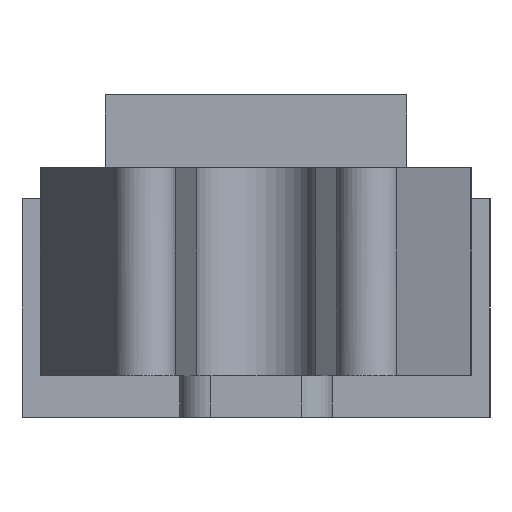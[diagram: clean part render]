
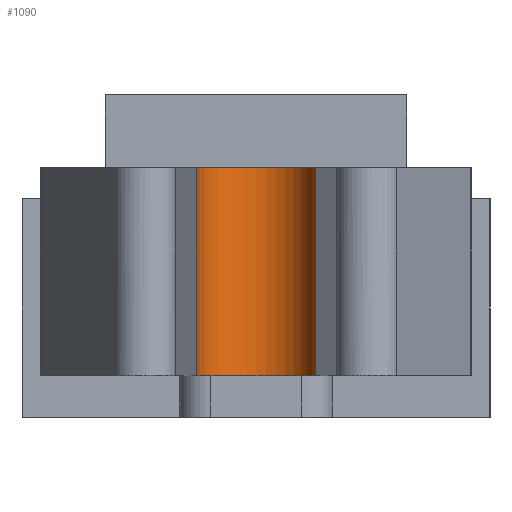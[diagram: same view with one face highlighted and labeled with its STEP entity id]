
A CAD part, left-side view. The second image highlights one B-rep face of the part: STEP entity #1090.
In plain terms, the highlighted cylindrical face has radius 0.575 mm (diameter 1.15 mm), a partial arc.
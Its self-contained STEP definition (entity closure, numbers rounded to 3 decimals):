
#112=CARTESIAN_POINT('',(-11.45,0.,0.4));
#113=DIRECTION('',(0.,0.,1.));
#114=DIRECTION('',(0.037,-0.999,0.));
#115=AXIS2_PLACEMENT_3D('',#112,#113,#114);
#353=CARTESIAN_POINT('',(-11.45,0.,2.4));
#354=DIRECTION('',(0.,0.,-1.));
#355=DIRECTION('',(0.037,0.999,0.));
#356=AXIS2_PLACEMENT_3D('',#353,#354,#355);
#415=DIRECTION('',(0.,0.,-1.));
#416=VECTOR('',#415,2.);
#417=CARTESIAN_POINT('',(-11.429,0.575,2.4));
#418=LINE('',#417,#416);
#419=DIRECTION('',(0.,0.,1.));
#420=VECTOR('',#419,2.);
#421=CARTESIAN_POINT('',(-11.429,-0.575,0.4));
#422=LINE('',#421,#420);
#468=CARTESIAN_POINT('',(-11.429,0.575,0.4));
#469=VERTEX_POINT('',#468);
#470=CARTESIAN_POINT('',(-11.429,0.575,2.4));
#471=VERTEX_POINT('',#470);
#472=CARTESIAN_POINT('',(-11.429,-0.575,0.4));
#473=VERTEX_POINT('',#472);
#474=CARTESIAN_POINT('',(-11.429,-0.575,2.4));
#475=VERTEX_POINT('',#474);
#1078=CARTESIAN_POINT('',(-11.45,0.,2.38));
#1079=DIRECTION('',(0.,0.,-1.));
#1080=DIRECTION('',(0.037,0.999,0.));
#1081=AXIS2_PLACEMENT_3D('',#1078,#1079,#1080);
#1082=CYLINDRICAL_SURFACE('',#1081,0.575);
#1084=ORIENTED_EDGE('',*,*,#1083,.F.);
#1085=ORIENTED_EDGE('',*,*,#978,.T.);
#1086=ORIENTED_EDGE('',*,*,#1069,.F.);
#1087=ORIENTED_EDGE('',*,*,#661,.T.);
#1088=EDGE_LOOP('',(#1084,#1085,#1086,#1087));
#1089=FACE_OUTER_BOUND('',#1088,.F.);
#1090=ADVANCED_FACE('',(#1089),#1082,.F.);
#116=CIRCLE('',#115,0.575);
#357=CIRCLE('',#356,0.575);
#661=EDGE_CURVE('',#473,#469,#116,.T.);
#978=EDGE_CURVE('',#471,#475,#357,.T.);
#1069=EDGE_CURVE('',#473,#475,#422,.T.);
#1083=EDGE_CURVE('',#471,#469,#418,.T.);
